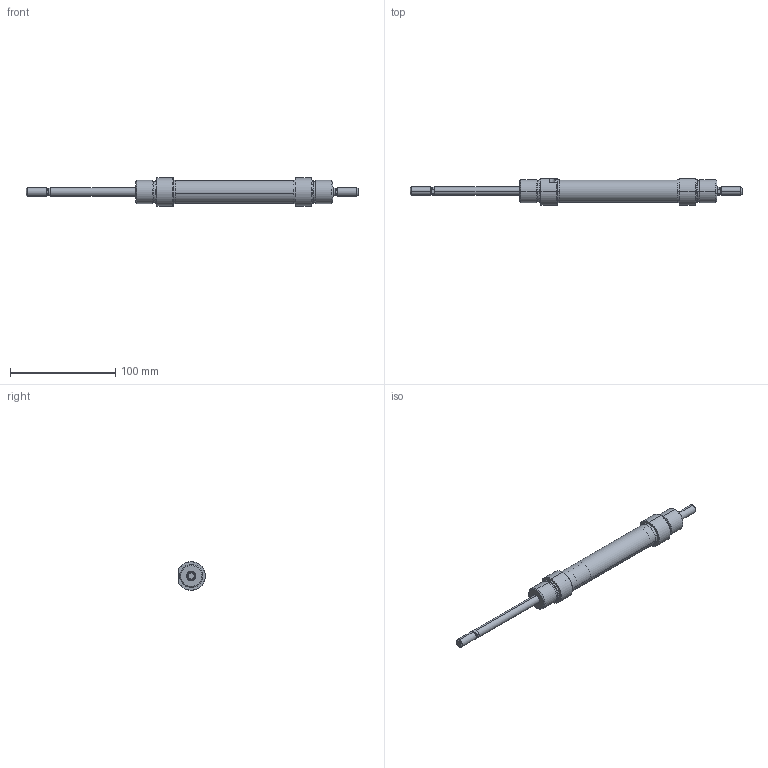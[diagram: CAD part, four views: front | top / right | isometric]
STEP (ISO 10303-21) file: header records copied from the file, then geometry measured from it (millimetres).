
FILE_DESCRIPTION (( 'STEP AP214' ), '1' );
FILE_NAME ('PMD-Y 20-80 CYLINDER.STEP', '2010-08-05T09:29:37', ( '' ), ( '' ), 'SwSTEP 2.0', 'SolidWorks 2010', '' );
FILE_SCHEMA (( 'AUTOMOTIVE_DESIGN' ));
Length unit declared in the file: millimetre
Products named in the file (4): 20  Boru; PMY (Yastýklý)       20 ÖN   KAPAK; 20  MÝller; PMD-Y  20-80  CYLINDER
Assembly tree (4 placements, depth 2):
  PMD-Y  20-80  CYLINDER
    20  Boru
    PMY (Yastýklý)       20 ÖN   KAPAK  x2
    20  MÝller
Bounding box: 315 x 25.5 x 27 mm (x, y, z)
Volume: 57365.9 mm3; surface area: 35344.7 mm2
Topology: 4 solids, 4 shells, 156 faces, 344 edges, 212 vertices
Faces by surface type: cylinder 64, plane 48, cone 44
Entity records: 3239 total; most frequent: CARTESIAN_POINT 629, DIRECTION 537, ORIENTED_EDGE 442, AXIS2_PLACEMENT_3D 224, EDGE_CURVE 221, VERTEX_POINT 136, EDGE_LOOP 117, CIRCLE 116
